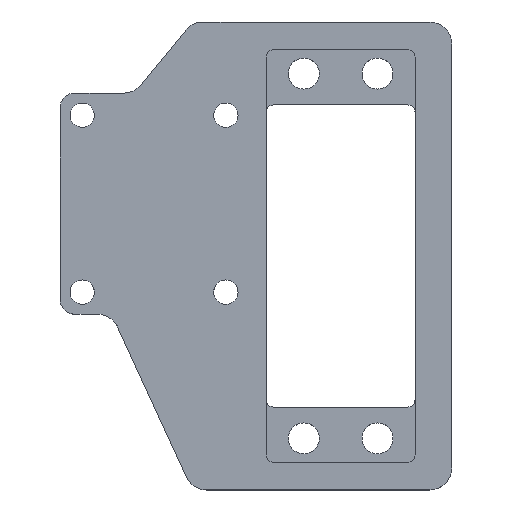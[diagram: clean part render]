
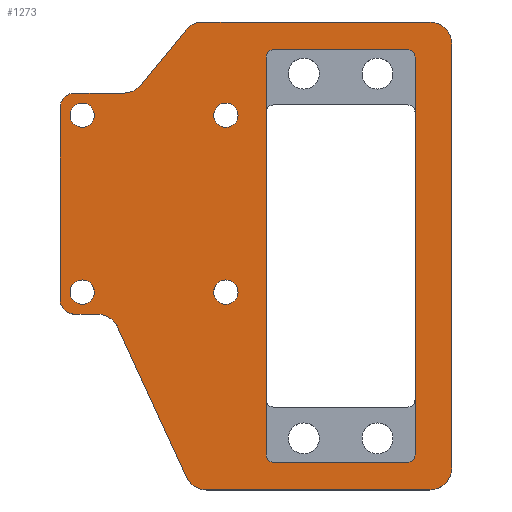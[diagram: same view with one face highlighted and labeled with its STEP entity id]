
A CAD part, top view. The second image highlights one B-rep face of the part: STEP entity #1273.
In plain terms, the highlighted planar face has unit normal (0, 0, 1).
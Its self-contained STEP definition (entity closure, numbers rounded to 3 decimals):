
#29=FACE_BOUND('',#185,.T.);
#30=FACE_BOUND('',#186,.T.);
#31=FACE_BOUND('',#187,.T.);
#32=FACE_BOUND('',#188,.T.);
#33=FACE_BOUND('',#189,.T.);
#55=PLANE('',#1411);
#105=FACE_OUTER_BOUND('',#184,.T.);
#184=EDGE_LOOP('',(#1077,#1078,#1079,#1080,#1081,#1082,#1083,#1084,#1085,
#1086,#1087,#1088,#1089,#1090,#1091,#1092));
#185=EDGE_LOOP('',(#1093,#1094,#1095,#1096,#1097,#1098,#1099,#1100));
#186=EDGE_LOOP('',(#1101));
#187=EDGE_LOOP('',(#1102));
#188=EDGE_LOOP('',(#1103));
#189=EDGE_LOOP('',(#1104));
#244=LINE('',#1947,#360);
#279=LINE('',#2058,#395);
#285=LINE('',#2083,#401);
#300=LINE('',#2131,#416);
#302=LINE('',#2135,#418);
#303=LINE('',#2139,#419);
#304=LINE('',#2143,#420);
#305=LINE('',#2147,#421);
#306=LINE('',#2152,#422);
#307=LINE('',#2156,#423);
#308=LINE('',#2158,#424);
#309=LINE('',#2159,#425);
#360=VECTOR('',#1559,10.);
#395=VECTOR('',#1656,10.);
#401=VECTOR('',#1680,10.);
#416=VECTOR('',#1735,10.);
#418=VECTOR('',#1739,10.);
#419=VECTOR('',#1742,10.);
#420=VECTOR('',#1745,10.);
#421=VECTOR('',#1748,10.);
#422=VECTOR('',#1753,10.);
#423=VECTOR('',#1756,10.);
#424=VECTOR('',#1759,10.);
#425=VECTOR('',#1760,10.);
#488=CIRCLE('',#1380,1.);
#490=CIRCLE('',#1384,1.);
#496=CIRCLE('',#1393,1.);
#498=CIRCLE('',#1396,1.);
#503=CIRCLE('',#1409,3.);
#504=CIRCLE('',#1412,3.);
#505=CIRCLE('',#1413,3.);
#506=CIRCLE('',#1414,3.);
#507=CIRCLE('',#1415,2.);
#508=CIRCLE('',#1416,2.);
#509=CIRCLE('',#1417,3.);
#510=CIRCLE('',#1418,3.);
#511=CIRCLE('',#1419,1.65);
#512=CIRCLE('',#1420,1.65);
#513=CIRCLE('',#1421,1.65);
#514=CIRCLE('',#1422,1.65);
#554=VERTEX_POINT('',#1944);
#555=VERTEX_POINT('',#1946);
#595=VERTEX_POINT('',#2043);
#596=VERTEX_POINT('',#2045);
#600=VERTEX_POINT('',#2056);
#603=VERTEX_POINT('',#2063);
#604=VERTEX_POINT('',#2065);
#610=VERTEX_POINT('',#2082);
#614=VERTEX_POINT('',#2093);
#616=VERTEX_POINT('',#2099);
#621=VERTEX_POINT('',#2124);
#622=VERTEX_POINT('',#2126);
#623=VERTEX_POINT('',#2130);
#624=VERTEX_POINT('',#2134);
#625=VERTEX_POINT('',#2136);
#626=VERTEX_POINT('',#2138);
#627=VERTEX_POINT('',#2140);
#628=VERTEX_POINT('',#2142);
#629=VERTEX_POINT('',#2144);
#630=VERTEX_POINT('',#2146);
#631=VERTEX_POINT('',#2149);
#632=VERTEX_POINT('',#2151);
#633=VERTEX_POINT('',#2153);
#634=VERTEX_POINT('',#2155);
#635=VERTEX_POINT('',#2160);
#636=VERTEX_POINT('',#2162);
#637=VERTEX_POINT('',#2164);
#638=VERTEX_POINT('',#2166);
#692=EDGE_CURVE('',#554,#555,#244,.T.);
#742=EDGE_CURVE('',#595,#596,#488,.T.);
#749=EDGE_CURVE('',#595,#600,#279,.T.);
#752=EDGE_CURVE('',#603,#604,#490,.T.);
#761=EDGE_CURVE('',#610,#604,#285,.T.);
#767=EDGE_CURVE('',#610,#614,#496,.T.);
#771=EDGE_CURVE('',#616,#600,#498,.T.);
#783=EDGE_CURVE('',#621,#622,#503,.T.);
#785=EDGE_CURVE('',#622,#623,#300,.T.);
#787=EDGE_CURVE('',#624,#621,#302,.T.);
#788=EDGE_CURVE('',#625,#624,#504,.T.);
#789=EDGE_CURVE('',#626,#625,#303,.T.);
#790=EDGE_CURVE('',#627,#626,#505,.T.);
#791=EDGE_CURVE('',#628,#627,#304,.T.);
#792=EDGE_CURVE('',#629,#628,#506,.T.);
#793=EDGE_CURVE('',#630,#629,#305,.T.);
#794=EDGE_CURVE('',#555,#630,#507,.T.);
#795=EDGE_CURVE('',#631,#554,#508,.T.);
#796=EDGE_CURVE('',#632,#631,#306,.T.);
#797=EDGE_CURVE('',#633,#632,#509,.T.);
#798=EDGE_CURVE('',#634,#633,#307,.T.);
#799=EDGE_CURVE('',#623,#634,#510,.T.);
#800=EDGE_CURVE('',#603,#596,#308,.T.);
#801=EDGE_CURVE('',#616,#614,#309,.T.);
#802=EDGE_CURVE('',#635,#635,#511,.T.);
#803=EDGE_CURVE('',#636,#636,#512,.T.);
#804=EDGE_CURVE('',#637,#637,#513,.T.);
#805=EDGE_CURVE('',#638,#638,#514,.T.);
#1077=ORIENTED_EDGE('',*,*,#783,.F.);
#1078=ORIENTED_EDGE('',*,*,#787,.F.);
#1079=ORIENTED_EDGE('',*,*,#788,.F.);
#1080=ORIENTED_EDGE('',*,*,#789,.F.);
#1081=ORIENTED_EDGE('',*,*,#790,.F.);
#1082=ORIENTED_EDGE('',*,*,#791,.F.);
#1083=ORIENTED_EDGE('',*,*,#792,.F.);
#1084=ORIENTED_EDGE('',*,*,#793,.F.);
#1085=ORIENTED_EDGE('',*,*,#794,.F.);
#1086=ORIENTED_EDGE('',*,*,#692,.F.);
#1087=ORIENTED_EDGE('',*,*,#795,.F.);
#1088=ORIENTED_EDGE('',*,*,#796,.F.);
#1089=ORIENTED_EDGE('',*,*,#797,.F.);
#1090=ORIENTED_EDGE('',*,*,#798,.F.);
#1091=ORIENTED_EDGE('',*,*,#799,.F.);
#1092=ORIENTED_EDGE('',*,*,#785,.F.);
#1093=ORIENTED_EDGE('',*,*,#761,.T.);
#1094=ORIENTED_EDGE('',*,*,#752,.F.);
#1095=ORIENTED_EDGE('',*,*,#800,.T.);
#1096=ORIENTED_EDGE('',*,*,#742,.F.);
#1097=ORIENTED_EDGE('',*,*,#749,.T.);
#1098=ORIENTED_EDGE('',*,*,#771,.F.);
#1099=ORIENTED_EDGE('',*,*,#801,.T.);
#1100=ORIENTED_EDGE('',*,*,#767,.F.);
#1101=ORIENTED_EDGE('',*,*,#802,.F.);
#1102=ORIENTED_EDGE('',*,*,#803,.F.);
#1103=ORIENTED_EDGE('',*,*,#804,.F.);
#1104=ORIENTED_EDGE('',*,*,#805,.F.);
#1273=ADVANCED_FACE('',(#105,#29,#30,#31,#32,#33),#55,.F.);
#1380=AXIS2_PLACEMENT_3D('',#2046,#1646,#1647);
#1384=AXIS2_PLACEMENT_3D('',#2066,#1662,#1663);
#1393=AXIS2_PLACEMENT_3D('',#2094,#1689,#1690);
#1396=AXIS2_PLACEMENT_3D('',#2101,#1697,#1698);
#1409=AXIS2_PLACEMENT_3D('',#2127,#1730,#1731);
#1411=AXIS2_PLACEMENT_3D('',#2133,#1737,#1738);
#1412=AXIS2_PLACEMENT_3D('',#2137,#1740,#1741);
#1413=AXIS2_PLACEMENT_3D('',#2141,#1743,#1744);
#1414=AXIS2_PLACEMENT_3D('',#2145,#1746,#1747);
#1415=AXIS2_PLACEMENT_3D('',#2148,#1749,#1750);
#1416=AXIS2_PLACEMENT_3D('',#2150,#1751,#1752);
#1417=AXIS2_PLACEMENT_3D('',#2154,#1754,#1755);
#1418=AXIS2_PLACEMENT_3D('',#2157,#1757,#1758);
#1419=AXIS2_PLACEMENT_3D('',#2161,#1761,#1762);
#1420=AXIS2_PLACEMENT_3D('',#2163,#1763,#1764);
#1421=AXIS2_PLACEMENT_3D('',#2165,#1765,#1766);
#1422=AXIS2_PLACEMENT_3D('',#2167,#1767,#1768);
#1559=DIRECTION('',(0.,1.,0.));
#1646=DIRECTION('center_axis',(0.,0.,1.));
#1647=DIRECTION('ref_axis',(-0.707,-0.707,0.));
#1656=DIRECTION('',(0.,1.,0.));
#1662=DIRECTION('center_axis',(0.,0.,1.));
#1663=DIRECTION('ref_axis',(0.707,-0.707,0.));
#1680=DIRECTION('',(0.,-1.,0.));
#1689=DIRECTION('center_axis',(0.,0.,1.));
#1690=DIRECTION('ref_axis',(0.707,0.707,0.));
#1697=DIRECTION('center_axis',(0.,0.,1.));
#1698=DIRECTION('ref_axis',(-0.707,0.707,0.));
#1730=DIRECTION('center_axis',(0.,0.,-1.));
#1731=DIRECTION('ref_axis',(0.707,-0.707,0.));
#1735=DIRECTION('',(-1.,0.,0.));
#1737=DIRECTION('center_axis',(0.,0.,-1.));
#1738=DIRECTION('ref_axis',(-1.,0.,0.));
#1739=DIRECTION('',(0.,-1.,0.));
#1740=DIRECTION('center_axis',(0.,0.,-1.));
#1741=DIRECTION('ref_axis',(0.707,0.707,0.));
#1742=DIRECTION('',(1.,0.,0.));
#1743=DIRECTION('center_axis',(0.,0.,-1.));
#1744=DIRECTION('ref_axis',(-0.426,0.905,0.));
#1745=DIRECTION('',(0.637,0.771,0.));
#1746=DIRECTION('center_axis',(0.,0.,1.));
#1747=DIRECTION('ref_axis',(0.426,-0.905,0.));
#1748=DIRECTION('',(1.,0.,0.));
#1749=DIRECTION('center_axis',(0.,0.,-1.));
#1750=DIRECTION('ref_axis',(-1.,0.,0.));
#1751=DIRECTION('center_axis',(0.,0.,-1.));
#1752=DIRECTION('ref_axis',(0.,-1.,0.));
#1753=DIRECTION('',(-1.,0.,0.));
#1754=DIRECTION('center_axis',(0.,0.,1.));
#1755=DIRECTION('ref_axis',(0.539,0.842,0.));
#1756=DIRECTION('',(-0.418,0.908,0.));
#1757=DIRECTION('center_axis',(0.,0.,-1.));
#1758=DIRECTION('ref_axis',(-0.539,-0.842,0.));
#1759=DIRECTION('',(-1.,0.,0.));
#1760=DIRECTION('',(1.,0.,0.));
#1761=DIRECTION('center_axis',(0.,0.,1.));
#1762=DIRECTION('ref_axis',(-1.,0.,0.));
#1763=DIRECTION('center_axis',(0.,0.,1.));
#1764=DIRECTION('ref_axis',(-1.,0.,0.));
#1765=DIRECTION('center_axis',(0.,0.,1.));
#1766=DIRECTION('ref_axis',(-1.,0.,0.));
#1767=DIRECTION('center_axis',(0.,0.,1.));
#1768=DIRECTION('ref_axis',(-1.,0.,0.));
#1944=CARTESIAN_POINT('',(0.,-22.,0.));
#1946=CARTESIAN_POINT('',(0.,4.,0.));
#1947=CARTESIAN_POINT('',(0.,-22.,0.));
#2043=CARTESIAN_POINT('',(27.971,-43.1,0.));
#2045=CARTESIAN_POINT('',(28.971,-44.1,0.));
#2046=CARTESIAN_POINT('Origin',(28.971,-43.1,0.));
#2056=CARTESIAN_POINT('',(27.971,10.9,0.));
#2058=CARTESIAN_POINT('',(27.971,-30.1,0.));
#2063=CARTESIAN_POINT('',(47.171,-44.1,0.));
#2065=CARTESIAN_POINT('',(48.171,-43.1,0.));
#2066=CARTESIAN_POINT('Origin',(47.171,-43.1,0.));
#2082=CARTESIAN_POINT('',(48.171,10.9,0.));
#2083=CARTESIAN_POINT('',(48.171,-2.1,0.));
#2093=CARTESIAN_POINT('',(47.171,11.9,0.));
#2094=CARTESIAN_POINT('Origin',(47.171,10.9,0.));
#2099=CARTESIAN_POINT('',(28.971,11.9,0.));
#2101=CARTESIAN_POINT('Origin',(28.971,10.9,0.));
#2124=CARTESIAN_POINT('',(53.171,-44.85,0.));
#2126=CARTESIAN_POINT('',(50.171,-47.85,0.));
#2127=CARTESIAN_POINT('Origin',(50.171,-44.85,0.));
#2130=CARTESIAN_POINT('',(19.893,-47.85,0.));
#2131=CARTESIAN_POINT('',(53.171,-47.85,0.));
#2133=CARTESIAN_POINT('Origin',(26.586,-16.1,0.));
#2134=CARTESIAN_POINT('',(53.171,12.65,0.));
#2135=CARTESIAN_POINT('',(53.171,15.65,0.));
#2136=CARTESIAN_POINT('',(50.171,15.65,0.));
#2137=CARTESIAN_POINT('Origin',(50.171,12.65,0.));
#2138=CARTESIAN_POINT('',(19.384,15.65,0.));
#2139=CARTESIAN_POINT('',(17.971,15.65,0.));
#2140=CARTESIAN_POINT('',(17.071,14.561,0.));
#2141=CARTESIAN_POINT('Origin',(19.384,12.65,0.));
#2142=CARTESIAN_POINT('',(10.9,7.089,0.));
#2143=CARTESIAN_POINT('',(10.,6.,0.));
#2144=CARTESIAN_POINT('',(8.587,6.,0.));
#2145=CARTESIAN_POINT('Origin',(8.587,9.,0.));
#2146=CARTESIAN_POINT('',(2.,6.,0.));
#2147=CARTESIAN_POINT('',(2.,6.,0.));
#2148=CARTESIAN_POINT('Origin',(2.,4.,0.));
#2149=CARTESIAN_POINT('',(2.,-24.,0.));
#2150=CARTESIAN_POINT('Origin',(2.,-22.,0.));
#2151=CARTESIAN_POINT('',(5.078,-24.,0.));
#2152=CARTESIAN_POINT('',(23.5,-24.,0.));
#2153=CARTESIAN_POINT('',(7.803,-25.746,0.));
#2154=CARTESIAN_POINT('Origin',(5.078,-27.,0.));
#2155=CARTESIAN_POINT('',(17.168,-46.104,0.));
#2156=CARTESIAN_POINT('',(17.971,-47.85,0.));
#2157=CARTESIAN_POINT('Origin',(19.893,-44.85,0.));
#2158=CARTESIAN_POINT('',(37.378,-44.1,0.));
#2159=CARTESIAN_POINT('',(27.278,11.9,0.));
#2160=CARTESIAN_POINT('',(4.65,3.,0.));
#2161=CARTESIAN_POINT('Origin',(3.,3.,0.));
#2162=CARTESIAN_POINT('',(24.15,3.,0.));
#2163=CARTESIAN_POINT('Origin',(22.5,3.,0.));
#2164=CARTESIAN_POINT('',(4.65,-21.,0.));
#2165=CARTESIAN_POINT('Origin',(3.,-21.,0.));
#2166=CARTESIAN_POINT('',(24.15,-21.,0.));
#2167=CARTESIAN_POINT('Origin',(22.5,-21.,0.));
